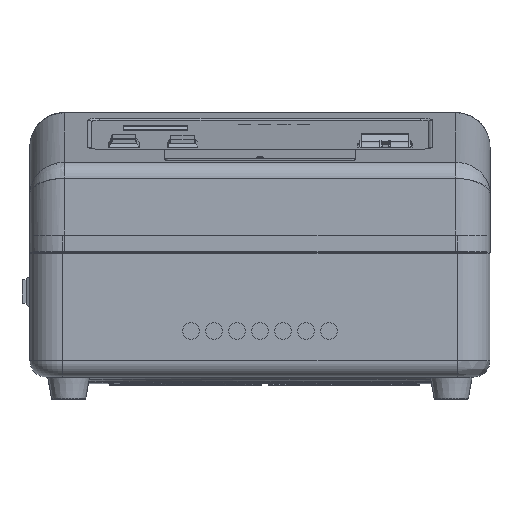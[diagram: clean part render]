
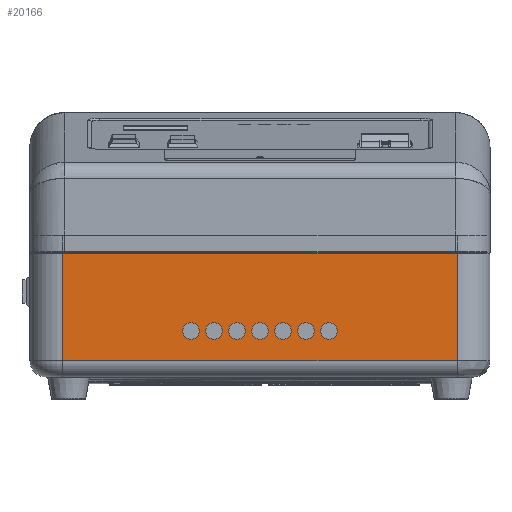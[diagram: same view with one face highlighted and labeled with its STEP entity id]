
A CAD part, front view. The second image highlights one B-rep face of the part: STEP entity #20166.
In plain terms, the highlighted planar face has unit normal (0, -1, 0).
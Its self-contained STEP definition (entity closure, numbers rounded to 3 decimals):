
#6403=LINE('',#93392,#11306);
#6443=LINE('',#93664,#11346);
#6460=LINE('',#93745,#11363);
#6461=LINE('',#93746,#11364);
#11306=VECTOR('',#76059,1.);
#11346=VECTOR('',#76435,1.);
#11363=VECTOR('',#76516,1.);
#11364=VECTOR('',#76517,1.);
#17809=PLANE('',#63547);
#20166=ADVANCED_FACE('NONE',(#21848,#21849,#21850,#21851,#21852,#21853,
#21854,#21855),#17809,.F.);
#21848=FACE_BOUND('',#24372,.T.);
#21849=FACE_BOUND('',#24373,.T.);
#21850=FACE_BOUND('',#24374,.T.);
#21851=FACE_BOUND('',#24375,.T.);
#21852=FACE_BOUND('',#24376,.T.);
#21853=FACE_BOUND('',#24377,.T.);
#21854=FACE_BOUND('',#24378,.T.);
#21855=FACE_BOUND('',#24379,.T.);
#24372=EDGE_LOOP('',(#34694,#34695,#34696,#34697));
#24373=EDGE_LOOP('',(#34698,#34699));
#24374=EDGE_LOOP('',(#34700,#34701));
#24375=EDGE_LOOP('',(#34702,#34703));
#24376=EDGE_LOOP('',(#34704,#34705));
#24377=EDGE_LOOP('',(#34706,#34707));
#24378=EDGE_LOOP('',(#34708,#34709));
#24379=EDGE_LOOP('',(#34710,#34711));
#34694=ORIENTED_EDGE('',*,*,#53197,.F.);
#34695=ORIENTED_EDGE('',*,*,#52981,.T.);
#34696=ORIENTED_EDGE('',*,*,#53198,.T.);
#34697=ORIENTED_EDGE('',*,*,#53162,.T.);
#34698=ORIENTED_EDGE('',*,*,#51102,.T.);
#34699=ORIENTED_EDGE('',*,*,#53199,.T.);
#34700=ORIENTED_EDGE('',*,*,#51098,.T.);
#34701=ORIENTED_EDGE('',*,*,#53200,.T.);
#34702=ORIENTED_EDGE('',*,*,#51094,.T.);
#34703=ORIENTED_EDGE('',*,*,#53201,.T.);
#34704=ORIENTED_EDGE('',*,*,#51090,.T.);
#34705=ORIENTED_EDGE('',*,*,#53202,.T.);
#34706=ORIENTED_EDGE('',*,*,#51086,.T.);
#34707=ORIENTED_EDGE('',*,*,#53203,.T.);
#34708=ORIENTED_EDGE('',*,*,#51082,.T.);
#34709=ORIENTED_EDGE('',*,*,#53204,.T.);
#34710=ORIENTED_EDGE('',*,*,#51078,.T.);
#34711=ORIENTED_EDGE('',*,*,#53205,.T.);
#44698=VERTEX_POINT('',#89474);
#44700=VERTEX_POINT('',#89477);
#44702=VERTEX_POINT('',#89483);
#44704=VERTEX_POINT('',#89486);
#44706=VERTEX_POINT('',#89492);
#44708=VERTEX_POINT('',#89495);
#44710=VERTEX_POINT('',#89501);
#44712=VERTEX_POINT('',#89504);
#44714=VERTEX_POINT('',#89510);
#44716=VERTEX_POINT('',#89513);
#44718=VERTEX_POINT('',#89519);
#44720=VERTEX_POINT('',#89522);
#44722=VERTEX_POINT('',#89528);
#44724=VERTEX_POINT('',#89531);
#46114=VERTEX_POINT('',#93382);
#46115=VERTEX_POINT('',#93389);
#46156=VERTEX_POINT('',#93631);
#46162=VERTEX_POINT('',#93661);
#51078=EDGE_CURVE('NONE',#44700,#44698,#57764,.T.);
#51082=EDGE_CURVE('NONE',#44704,#44702,#57766,.T.);
#51086=EDGE_CURVE('NONE',#44708,#44706,#57768,.T.);
#51090=EDGE_CURVE('NONE',#44712,#44710,#57770,.T.);
#51094=EDGE_CURVE('NONE',#44716,#44714,#57772,.T.);
#51098=EDGE_CURVE('NONE',#44720,#44718,#57774,.T.);
#51102=EDGE_CURVE('NONE',#44724,#44722,#57776,.T.);
#52981=EDGE_CURVE('NONE',#46115,#46114,#6403,.T.);
#53162=EDGE_CURVE('NONE',#46162,#46156,#6443,.T.);
#53197=EDGE_CURVE('NONE',#46115,#46156,#6460,.T.);
#53198=EDGE_CURVE('NONE',#46114,#46162,#6461,.T.);
#53199=EDGE_CURVE('NONE',#44722,#44724,#58568,.T.);
#53200=EDGE_CURVE('NONE',#44718,#44720,#58569,.T.);
#53201=EDGE_CURVE('NONE',#44714,#44716,#58570,.T.);
#53202=EDGE_CURVE('NONE',#44710,#44712,#58571,.T.);
#53203=EDGE_CURVE('NONE',#44706,#44708,#58572,.T.);
#53204=EDGE_CURVE('NONE',#44702,#44704,#58573,.T.);
#53205=EDGE_CURVE('NONE',#44698,#44700,#58574,.T.);
#57764=CIRCLE('',#62098,5.);
#57766=CIRCLE('',#62101,5.);
#57768=CIRCLE('',#62104,5.);
#57770=CIRCLE('',#62107,5.);
#57772=CIRCLE('',#62110,5.);
#57774=CIRCLE('',#62113,5.);
#57776=CIRCLE('',#62116,5.);
#58568=CIRCLE('',#63540,5.);
#58569=CIRCLE('',#63541,5.);
#58570=CIRCLE('',#63542,5.);
#58571=CIRCLE('',#63543,5.);
#58572=CIRCLE('',#63544,5.);
#58573=CIRCLE('',#63545,5.);
#58574=CIRCLE('',#63546,5.);
#62098=AXIS2_PLACEMENT_3D('',#89476,#72317,#72318);
#62101=AXIS2_PLACEMENT_3D('',#89485,#72325,#72326);
#62104=AXIS2_PLACEMENT_3D('',#89494,#72333,#72334);
#62107=AXIS2_PLACEMENT_3D('',#89503,#72341,#72342);
#62110=AXIS2_PLACEMENT_3D('',#89512,#72349,#72350);
#62113=AXIS2_PLACEMENT_3D('',#89521,#72357,#72358);
#62116=AXIS2_PLACEMENT_3D('',#89530,#72365,#72366);
#63540=AXIS2_PLACEMENT_3D('',#93747,#76518,#76519);
#63541=AXIS2_PLACEMENT_3D('',#93748,#76520,#76521);
#63542=AXIS2_PLACEMENT_3D('',#93749,#76522,#76523);
#63543=AXIS2_PLACEMENT_3D('',#93750,#76524,#76525);
#63544=AXIS2_PLACEMENT_3D('',#93751,#76526,#76527);
#63545=AXIS2_PLACEMENT_3D('',#93752,#76528,#76529);
#63546=AXIS2_PLACEMENT_3D('',#93753,#76530,#76531);
#63547=AXIS2_PLACEMENT_3D('',#93754,#76532,#76533);
#72317=DIRECTION('',(0.,1.,0.));
#72318=DIRECTION('',(-1.,0.,0.));
#72325=DIRECTION('',(0.,1.,0.));
#72326=DIRECTION('',(-1.,0.,0.));
#72333=DIRECTION('',(0.,1.,0.));
#72334=DIRECTION('',(-1.,0.,0.));
#72341=DIRECTION('',(0.,1.,0.));
#72342=DIRECTION('',(-1.,0.,0.));
#72349=DIRECTION('',(0.,1.,0.));
#72350=DIRECTION('',(-1.,0.,0.));
#72357=DIRECTION('',(0.,1.,0.));
#72358=DIRECTION('',(-1.,0.,0.));
#72365=DIRECTION('',(0.,1.,0.));
#72366=DIRECTION('',(-1.,0.,0.));
#76059=DIRECTION('',(-1.,0.,0.));
#76435=DIRECTION('',(1.,0.,0.));
#76516=DIRECTION('',(0.,0.,-1.));
#76517=DIRECTION('',(0.,0.,-1.));
#76518=DIRECTION('',(0.,1.,0.));
#76519=DIRECTION('',(-1.,0.,0.));
#76520=DIRECTION('',(0.,1.,0.));
#76521=DIRECTION('',(-1.,0.,0.));
#76522=DIRECTION('',(0.,1.,0.));
#76523=DIRECTION('',(-1.,0.,0.));
#76524=DIRECTION('',(0.,1.,0.));
#76525=DIRECTION('',(-1.,0.,0.));
#76526=DIRECTION('',(0.,1.,0.));
#76527=DIRECTION('',(-1.,0.,0.));
#76528=DIRECTION('',(0.,1.,0.));
#76529=DIRECTION('',(-1.,0.,0.));
#76530=DIRECTION('',(0.,1.,0.));
#76531=DIRECTION('',(-1.,0.,0.));
#76532=DIRECTION('',(0.,1.,0.));
#76533=DIRECTION('',(-1.,0.,0.));
#89474=CARTESIAN_POINT('',(30.034,-292.689,28.105));
#89476=CARTESIAN_POINT('',(25.034,-292.689,28.105));
#89477=CARTESIAN_POINT('',(20.034,-292.689,28.105));
#89483=CARTESIAN_POINT('',(44.034,-292.689,28.105));
#89485=CARTESIAN_POINT('',(39.034,-292.689,28.105));
#89486=CARTESIAN_POINT('',(34.034,-292.689,28.105));
#89492=CARTESIAN_POINT('',(-39.966,-292.689,28.105));
#89494=CARTESIAN_POINT('',(-44.966,-292.689,28.105));
#89495=CARTESIAN_POINT('',(-49.966,-292.689,28.105));
#89501=CARTESIAN_POINT('',(-25.966,-292.689,28.105));
#89503=CARTESIAN_POINT('',(-30.966,-292.689,28.105));
#89504=CARTESIAN_POINT('',(-35.966,-292.689,28.105));
#89510=CARTESIAN_POINT('',(-11.966,-292.689,28.105));
#89512=CARTESIAN_POINT('',(-16.966,-292.689,28.105));
#89513=CARTESIAN_POINT('',(-21.966,-292.689,28.105));
#89519=CARTESIAN_POINT('',(2.034,-292.689,28.105));
#89521=CARTESIAN_POINT('',(-2.966,-292.689,28.105));
#89522=CARTESIAN_POINT('',(-7.966,-292.689,28.105));
#89528=CARTESIAN_POINT('',(16.034,-292.689,28.105));
#89530=CARTESIAN_POINT('',(11.034,-292.689,28.105));
#89531=CARTESIAN_POINT('',(6.034,-292.689,28.105));
#93382=CARTESIAN_POINT('',(-122.966,-292.689,75.5));
#93389=CARTESIAN_POINT('',(117.034,-292.689,75.5));
#93392=CARTESIAN_POINT('',(-122.966,-292.689,75.5));
#93631=CARTESIAN_POINT('',(117.034,-292.689,10.));
#93661=CARTESIAN_POINT('',(-122.966,-292.689,10.));
#93664=CARTESIAN_POINT('',(117.034,-292.689,10.));
#93745=CARTESIAN_POINT('',(117.034,-292.689,86.));
#93746=CARTESIAN_POINT('',(-122.966,-292.689,86.));
#93747=CARTESIAN_POINT('',(11.034,-292.689,28.105));
#93748=CARTESIAN_POINT('',(-2.966,-292.689,28.105));
#93749=CARTESIAN_POINT('',(-16.966,-292.689,28.105));
#93750=CARTESIAN_POINT('',(-30.966,-292.689,28.105));
#93751=CARTESIAN_POINT('',(-44.966,-292.689,28.105));
#93752=CARTESIAN_POINT('',(39.034,-292.689,28.105));
#93753=CARTESIAN_POINT('',(25.034,-292.689,28.105));
#93754=CARTESIAN_POINT('',(117.034,-292.689,86.));
